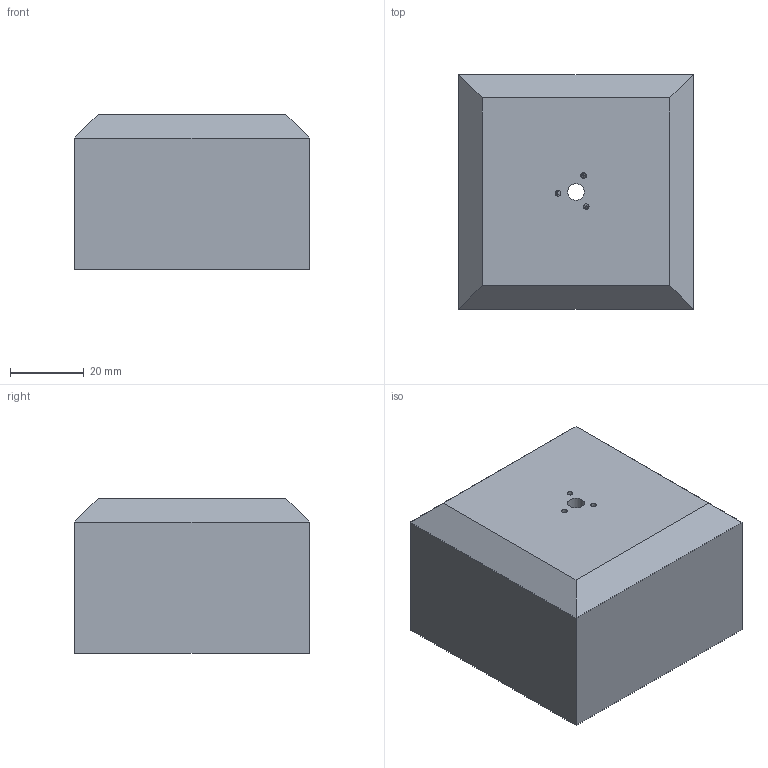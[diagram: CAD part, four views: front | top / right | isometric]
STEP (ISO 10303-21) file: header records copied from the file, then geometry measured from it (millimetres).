
FILE_DESCRIPTION(/* description */ (''),/* implementation_level */ '2;1');
FILE_NAME(/* name */ 'Guide Block.step',/* time_stamp */ '2023-12-28T17:44:52-05:00',/* author */ (''),/* organization */ (''),/* preprocessor_version */ 'ST-DEVELOPER v20',/* originating_system */ 'Autodesk Translation Framework v12.14.0.127',/* authorisation */ '');
FILE_SCHEMA (('AUTOMOTIVE_DESIGN { 1 0 10303 214 3 1 1 }'));
Length unit declared in the file: inch
Products named in the file (1): Guide Block
Bounding box: 63.5 x 63.5 x 41.91 mm (x, y, z)
Volume: 162172.9 mm3; surface area: 18961.5 mm2
Topology: 1 solids, 1 shells, 78 faces, 190 edges, 113 vertices
Faces by surface type: bspline 33, plane 16, cone 12, torus 9, cylinder 8
Full cylindrical faces by diameter (mm): 4.496 x1, 11.506 x1
Entity records: 2783 total; most frequent: CARTESIAN_POINT 1092, ORIENTED_EDGE 380, DIRECTION 312, EDGE_CURVE 190, AXIS2_PLACEMENT_3D 145, VERTEX_POINT 113, EDGE_LOOP 85, CIRCLE 80
